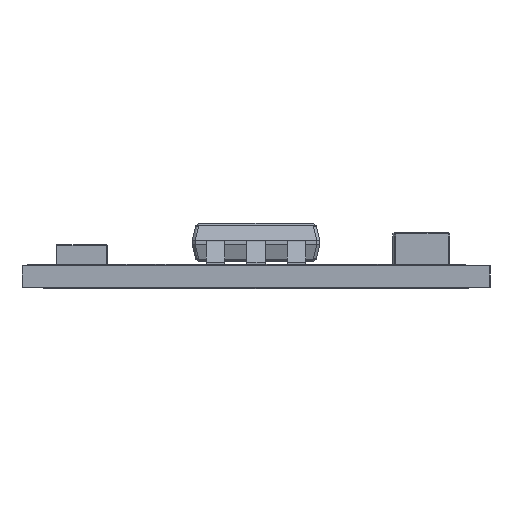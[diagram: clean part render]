
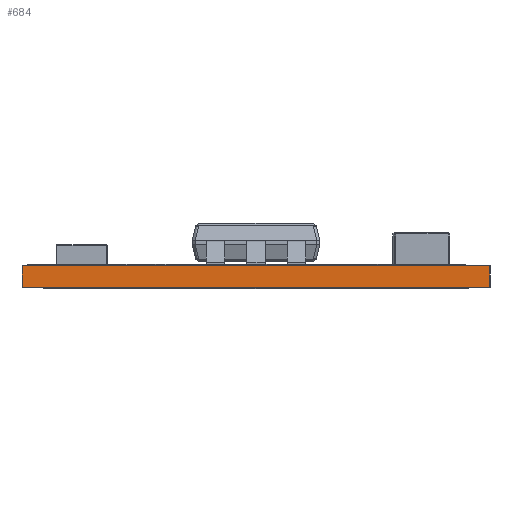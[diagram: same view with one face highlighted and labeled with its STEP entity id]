
A CAD part, left-side view. The second image highlights one B-rep face of the part: STEP entity #684.
In plain terms, the highlighted planar face has unit normal (-1, 0, 0).
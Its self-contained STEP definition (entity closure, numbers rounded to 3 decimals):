
#684=ADVANCED_FACE('',(#4664),#4666,.T.);
#4664=FACE_BOUND('',#4665,.T.);
#4665=EDGE_LOOP('',(#8596,#8597,#8598,#8599));
#4666=PLANE('',#4667);
#4667=AXIS2_PLACEMENT_3D('',#4668,#4669,#4670);
#4668=CARTESIAN_POINT('',(-7.25,5.5,0.));
#4669=DIRECTION('',(-1.,0.,0.));
#4670=DIRECTION('',(0.,-1.,0.));
#8596=ORIENTED_EDGE('',*,*,#11715,.T.);
#8597=ORIENTED_EDGE('',*,*,#11753,.T.);
#8598=ORIENTED_EDGE('',*,*,#11754,.F.);
#8599=ORIENTED_EDGE('',*,*,#11747,.F.);
#11715=EDGE_CURVE('',#12708,#12712,#12714,.T.);
#11747=EDGE_CURVE('',#12708,#12767,#12768,.T.);
#11753=EDGE_CURVE('',#12712,#12775,#12777,.T.);
#11754=EDGE_CURVE('',#12767,#12775,#12778,.T.);
#12708=VERTEX_POINT('',#14543);
#12712=VERTEX_POINT('',#14551);
#12714=LINE('',#14555,#14556);
#12767=VERTEX_POINT('',#14861);
#12768=LINE('',#14862,#14863);
#12775=VERTEX_POINT('',#14879);
#12777=LINE('',#14883,#14884);
#12778=LINE('',#14886,#14887);
#14543=CARTESIAN_POINT('',(-7.25,5.5,0.));
#14551=CARTESIAN_POINT('',(-7.25,-5.5,0.));
#14555=CARTESIAN_POINT('',(-7.25,5.5,0.));
#14556=VECTOR('',#14557,1.);
#14557=DIRECTION('',(0.,-1.,0.));
#14861=CARTESIAN_POINT('',(-7.25,5.5,0.5));
#14862=CARTESIAN_POINT('',(-7.25,5.5,0.));
#14863=VECTOR('',#14864,1.);
#14864=DIRECTION('',(0.,0.,1.));
#14879=CARTESIAN_POINT('',(-7.25,-5.5,0.5));
#14883=CARTESIAN_POINT('',(-7.25,-5.5,0.));
#14884=VECTOR('',#14885,1.);
#14885=DIRECTION('',(0.,0.,1.));
#14886=CARTESIAN_POINT('',(-7.25,5.5,0.5));
#14887=VECTOR('',#14888,1.);
#14888=DIRECTION('',(0.,-1.,0.));
